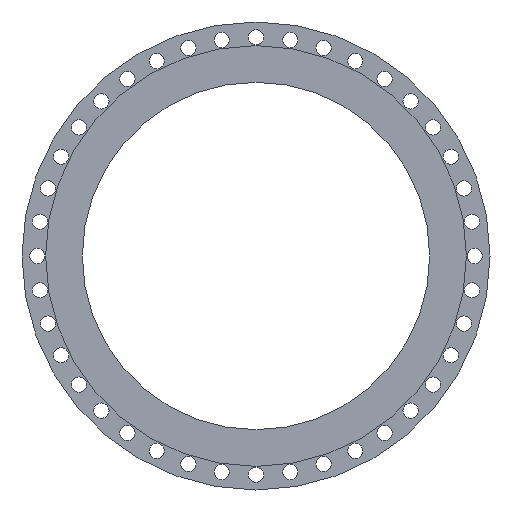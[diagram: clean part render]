
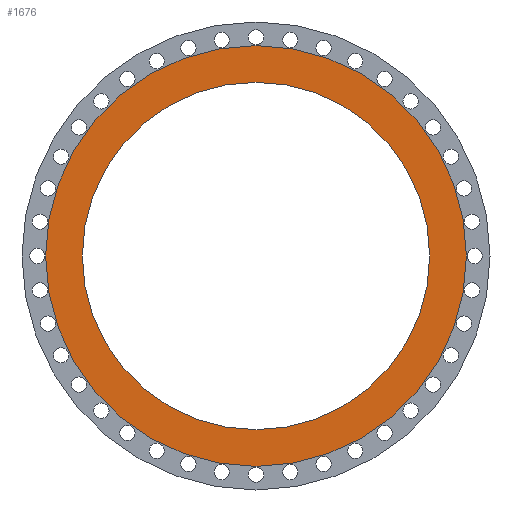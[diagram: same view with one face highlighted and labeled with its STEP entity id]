
A CAD part, left-side view. The second image highlights one B-rep face of the part: STEP entity #1676.
In plain terms, the highlighted planar face has unit normal (-1, 0, 0).
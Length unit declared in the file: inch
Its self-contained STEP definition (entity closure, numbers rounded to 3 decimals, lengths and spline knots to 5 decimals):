
#183 = DIRECTION ( 'NONE',  ( 0., 0., 1. ) ) ;
#318 = CARTESIAN_POINT ( 'NONE',  ( -0.14414, 0., 0. ) ) ;
#385 = AXIS2_PLACEMENT_3D ( 'NONE', #440, #1553, #183 ) ;
#440 = CARTESIAN_POINT ( 'NONE',  ( -0.14414, 0., 0. ) ) ;
#455 = EDGE_LOOP ( 'NONE', ( #2770, #2532 ) ) ;
#536 = VERTEX_POINT ( 'NONE', #2821 ) ;
#605 = FACE_OUTER_BOUND ( 'NONE', #3051, .T. ) ;
#695 = DIRECTION ( 'NONE',  ( 0., 0., 1. ) ) ;
#730 = CARTESIAN_POINT ( 'NONE',  ( -0.14414, 0., 0. ) ) ;
#864 = CARTESIAN_POINT ( 'NONE',  ( -0.14414, 0., 24.125 ) ) ;
#890 = FACE_BOUND ( 'NONE', #455, .T. ) ;
#902 = CIRCLE ( 'NONE', #2222, 29.21875 ) ;
#907 = AXIS2_PLACEMENT_3D ( 'NONE', #1032, #2067, #1551 ) ;
#1032 = CARTESIAN_POINT ( 'NONE',  ( -0.14414, 0., 0. ) ) ;
#1147 = VERTEX_POINT ( 'NONE', #864 ) ;
#1184 = AXIS2_PLACEMENT_3D ( 'NONE', #730, #1216, #2261 ) ;
#1216 = DIRECTION ( 'NONE',  ( -1., 0., 0. ) ) ;
#1296 = EDGE_CURVE ( 'NONE', #3367, #536, #902, .T. ) ;
#1459 = EDGE_CURVE ( 'NONE', #1147, #1812, #2440, .T. ) ;
#1551 = DIRECTION ( 'NONE',  ( 0., 0., 1. ) ) ;
#1553 = DIRECTION ( 'NONE',  ( -1., 0., 0. ) ) ;
#1652 = EDGE_CURVE ( 'NONE', #536, #3367, #2167, .T. ) ;
#1676 = ADVANCED_FACE ( 'NONE', ( #605, #890 ), #2661, .T. ) ;
#1683 = DIRECTION ( 'NONE',  ( 0., 0., 1. ) ) ;
#1812 = VERTEX_POINT ( 'NONE', #2982 ) ;
#1864 = CIRCLE ( 'NONE', #385, 24.125 ) ;
#1873 = DIRECTION ( 'NONE',  ( -1., 0., 0. ) ) ;
#1965 = ORIENTED_EDGE ( 'NONE', *, *, #1296, .T. ) ;
#2067 = DIRECTION ( 'NONE',  ( -1., 0., 0. ) ) ;
#2167 = CIRCLE ( 'NONE', #907, 29.21875 ) ;
#2222 = AXIS2_PLACEMENT_3D ( 'NONE', #3058, #2314, #695 ) ;
#2261 = DIRECTION ( 'NONE',  ( 0., 0., 1. ) ) ;
#2314 = DIRECTION ( 'NONE',  ( -1., 0., 0. ) ) ;
#2342 = AXIS2_PLACEMENT_3D ( 'NONE', #318, #1873, #1683 ) ;
#2422 = ORIENTED_EDGE ( 'NONE', *, *, #1652, .T. ) ;
#2440 = CIRCLE ( 'NONE', #1184, 24.125 ) ;
#2532 = ORIENTED_EDGE ( 'NONE', *, *, #3379, .F. ) ;
#2661 = PLANE ( 'NONE',  #2342 ) ;
#2770 = ORIENTED_EDGE ( 'NONE', *, *, #1459, .F. ) ;
#2821 = CARTESIAN_POINT ( 'NONE',  ( -0.14414, 0., -29.21875 ) ) ;
#2874 = CARTESIAN_POINT ( 'NONE',  ( -0.14414, 0., 29.21875 ) ) ;
#2982 = CARTESIAN_POINT ( 'NONE',  ( -0.14414, 0., -24.125 ) ) ;
#3051 = EDGE_LOOP ( 'NONE', ( #1965, #2422 ) ) ;
#3058 = CARTESIAN_POINT ( 'NONE',  ( -0.14414, 0., 0. ) ) ;
#3367 = VERTEX_POINT ( 'NONE', #2874 ) ;
#3379 = EDGE_CURVE ( 'NONE', #1812, #1147, #1864, .T. ) ;
